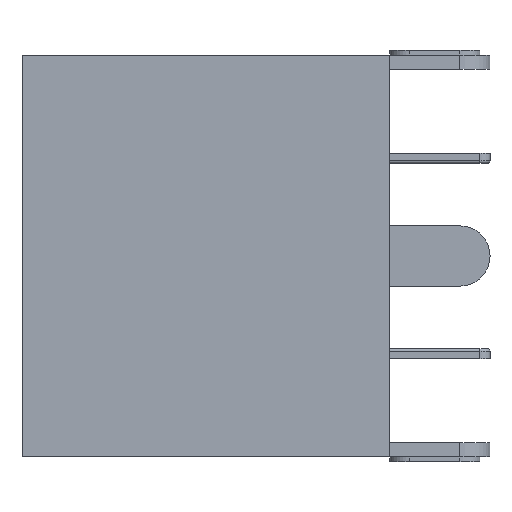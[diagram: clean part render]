
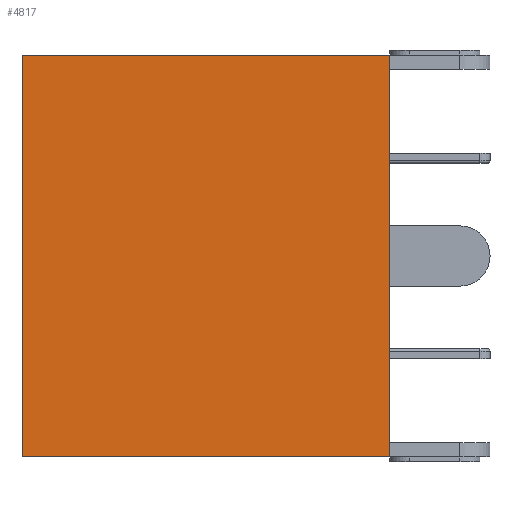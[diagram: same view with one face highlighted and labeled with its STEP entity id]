
A CAD part, left-side view. The second image highlights one B-rep face of the part: STEP entity #4817.
In plain terms, the highlighted planar face has unit normal (-1, 0, 0).
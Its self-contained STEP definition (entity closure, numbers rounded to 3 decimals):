
#111 = EDGE_CURVE ( 'NONE', #1794, #3118, #1788, .T. ) ;
#123 = CARTESIAN_POINT ( 'NONE',  ( -13., 6.3, -7. ) ) ;
#220 = AXIS2_PLACEMENT_3D ( 'NONE', #4379, #1455, #3514 ) ;
#391 = DIRECTION ( 'NONE',  ( 0., 0., -1. ) ) ;
#481 = VECTOR ( 'NONE', #391, 1000. ) ;
#836 = LINE ( 'NONE', #4273, #4353 ) ;
#902 = DIRECTION ( 'NONE',  ( 0., 1., 0. ) ) ;
#906 = PLANE ( 'NONE',  #220 ) ;
#941 = CARTESIAN_POINT ( 'NONE',  ( -13., 6.3, -7. ) ) ;
#1455 = DIRECTION ( 'NONE',  ( -1., 0., 0. ) ) ;
#1696 = CARTESIAN_POINT ( 'NONE',  ( -13., 6.3, 7. ) ) ;
#1788 = LINE ( 'NONE', #5321, #481 ) ;
#1794 = VERTEX_POINT ( 'NONE', #1926 ) ;
#1926 = CARTESIAN_POINT ( 'NONE',  ( -13., -6.5, 7. ) ) ;
#2054 = CARTESIAN_POINT ( 'NONE',  ( -13., 6.3, 7. ) ) ;
#2342 = VECTOR ( 'NONE', #902, 1000. ) ;
#2461 = ORIENTED_EDGE ( 'NONE', *, *, #2537, .F. ) ;
#2537 = EDGE_CURVE ( 'NONE', #3992, #1794, #836, .T. ) ;
#2788 = ORIENTED_EDGE ( 'NONE', *, *, #3448, .F. ) ;
#2881 = LINE ( 'NONE', #1696, #5277 ) ;
#3118 = VERTEX_POINT ( 'NONE', #4431 ) ;
#3392 = DIRECTION ( 'NONE',  ( 0., 0., 1. ) ) ;
#3402 = EDGE_CURVE ( 'NONE', #3118, #5256, #4660, .T. ) ;
#3448 = EDGE_CURVE ( 'NONE', #5256, #3992, #2881, .T. ) ;
#3514 = DIRECTION ( 'NONE',  ( 0., 0., 1. ) ) ;
#3992 = VERTEX_POINT ( 'NONE', #2054 ) ;
#4072 = ORIENTED_EDGE ( 'NONE', *, *, #111, .F. ) ;
#4165 = FACE_OUTER_BOUND ( 'NONE', #4339, .T. ) ;
#4257 = DIRECTION ( 'NONE',  ( 0., -1., 0. ) ) ;
#4273 = CARTESIAN_POINT ( 'NONE',  ( -13., 6.3, 7. ) ) ;
#4339 = EDGE_LOOP ( 'NONE', ( #2788, #4397, #4072, #2461 ) ) ;
#4353 = VECTOR ( 'NONE', #4257, 1000. ) ;
#4379 = CARTESIAN_POINT ( 'NONE',  ( -13., 6.3, -7. ) ) ;
#4397 = ORIENTED_EDGE ( 'NONE', *, *, #3402, .F. ) ;
#4431 = CARTESIAN_POINT ( 'NONE',  ( -13., -6.5, -7. ) ) ;
#4660 = LINE ( 'NONE', #123, #2342 ) ;
#4817 = ADVANCED_FACE ( 'NONE', ( #4165 ), #906, .T. ) ;
#5256 = VERTEX_POINT ( 'NONE', #941 ) ;
#5277 = VECTOR ( 'NONE', #3392, 1000. ) ;
#5321 = CARTESIAN_POINT ( 'NONE',  ( -13., -6.5, 7. ) ) ;
